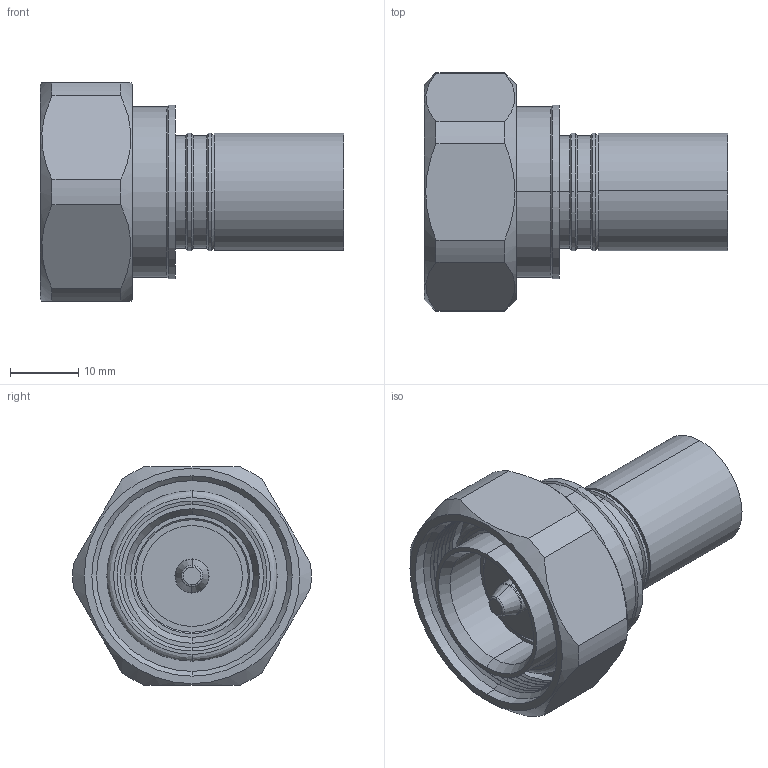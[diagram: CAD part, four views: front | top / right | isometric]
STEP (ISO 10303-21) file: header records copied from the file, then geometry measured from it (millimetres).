
FILE_DESCRIPTION (( 'STEP AP203' ), '1' );
FILE_NAME ('3190-2642(TC-600-716M-X).STEP', '2020-09-25T07:22:29', ( '' ), ( '' ), 'SwSTEP 2.0', 'SolidWorks 2017', '' );
FILE_SCHEMA (( 'CONFIG_CONTROL_DESIGN' ));
Length unit declared in the file: millimetre
Products named in the file (1): 3190-2642(TC-600-716M-X)
Bounding box: 44.5 x 34.98 x 32 mm (x, y, z)
Volume: 13523.5 mm3; surface area: 9515.8 mm2
Topology: 1 solids, 1 shells, 147 faces, 324 edges, 194 vertices
Faces by surface type: cone 60, cylinder 54, plane 23, bspline 10
Entity records: 4365 total; most frequent: CARTESIAN_POINT 1000, DIRECTION 756, ORIENTED_EDGE 648, EDGE_CURVE 324, AXIS2_PLACEMENT_3D 318, VERTEX_POINT 194, CIRCLE 180, EDGE_LOOP 162
